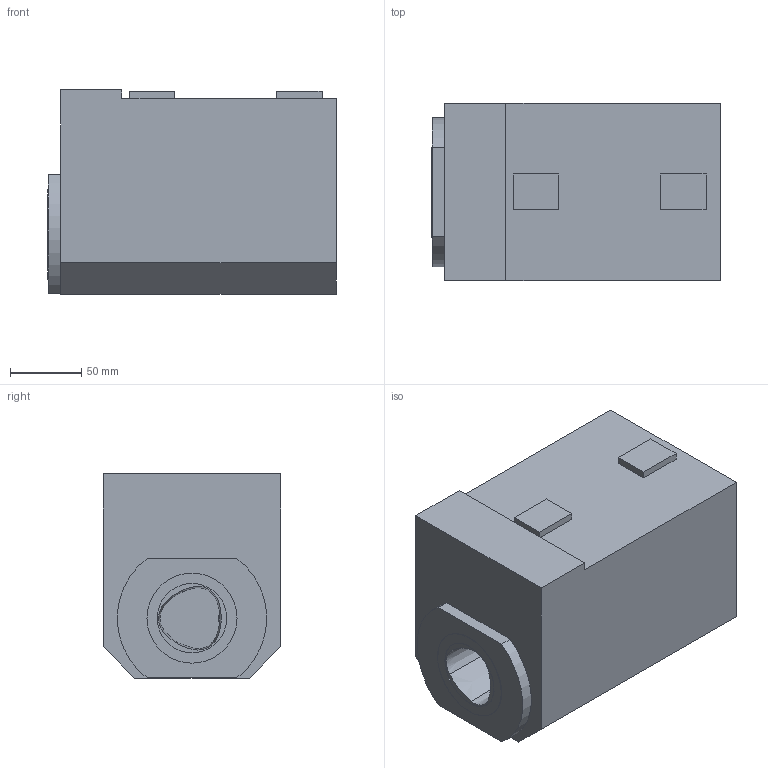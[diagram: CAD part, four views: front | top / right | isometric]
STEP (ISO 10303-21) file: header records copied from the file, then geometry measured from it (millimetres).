
FILE_DESCRIPTION(/* description */ (''),/* implementation_level */ '2;1');
FILE_NAME(/* name */ '1528812144526.stp',/* time_stamp */ '2018-06-12T16:02:29+02:00',/* author */ (''),/* organization */ ('SMS'),/* preprocessor_version */ 'ST-DEVELOPER v15',/* originating_system */ 'SIEMENS PLM Software NX 8.5',/* authorisation */ '');
FILE_SCHEMA (('AUTOMOTIVE_DESIGN { 1 0 10303 214 3 1 1 1 }'));
Length unit declared in the file: millimetre
Products named in the file (1): 200838944mod000_01
Bounding box: 202 x 124 x 143 mm (x, y, z)
Volume: 3236461.9 mm3; surface area: 139857.9 mm2
Topology: 1 solids, 1 shells, 38 faces, 89 edges, 60 vertices
Faces by surface type: plane 27, cone 6, cylinder 5
Full cylindrical faces by diameter (mm): 4 x1, 48.5 x1, 63 x1
Entity records: 1164 total; most frequent: CARTESIAN_POINT 241, DIRECTION 188, ORIENTED_EDGE 168, EDGE_CURVE 84, AXIS2_PLACEMENT_3D 63, LINE 62, VECTOR 62, VERTEX_POINT 58
